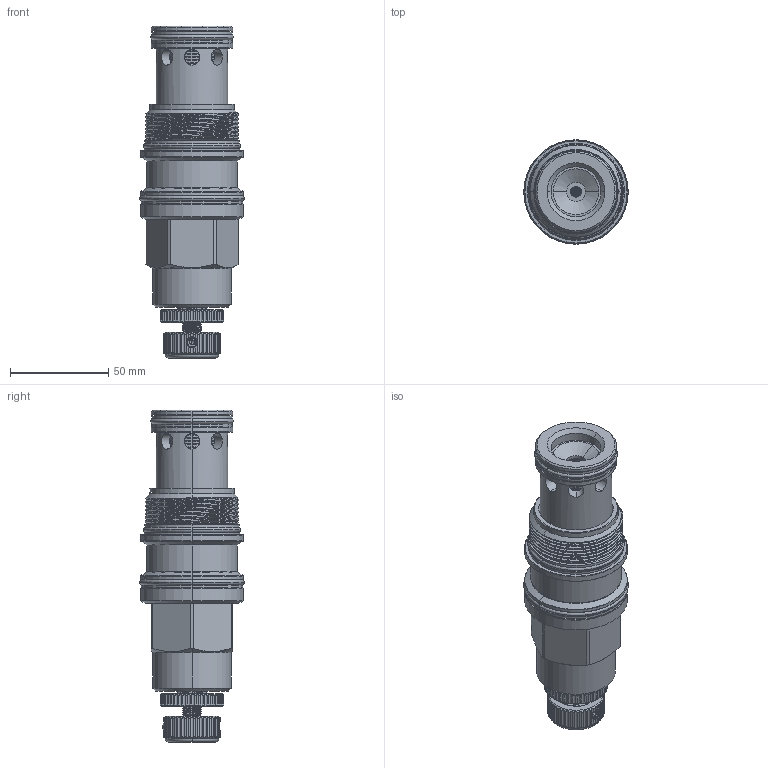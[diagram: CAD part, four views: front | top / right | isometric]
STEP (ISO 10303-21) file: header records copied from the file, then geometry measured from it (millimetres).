
FILE_DESCRIPTION (( 'STEP AP203' ), '1' );
FILE_NAME ('SQ19A30-K.STEP', '2020-03-25T02:25:26', ( '' ), ( '' ), 'SwSTEP 2.0', 'SolidWorks 2018', '' );
FILE_SCHEMA (( 'CONFIG_CONTROL_DESIGN' ));
Products named in the file (1): SQ19A30-K
Bounding box: 53.11 x 53.11 x 168.86 mm (x, y, z)
Volume: 218739.3 mm3; surface area: 44286.1 mm2
Topology: 14 solids, 17 shells, 1480 faces, 4146 edges, 2601 vertices
Faces by surface type: cylinder 958, plane 228, torus 119, cone 107, bspline 60, sphere 8
Entity records: 105170 total; most frequent: CARTESIAN_POINT 69560, ORIENTED_EDGE 8228, DIRECTION 6167, EDGE_CURVE 4114, VERTEX_POINT 2595, AXIS2_PLACEMENT_3D 2433, EDGE_LOOP 1911, B_SPLINE_CURVE_WITH_KNOTS 1607
